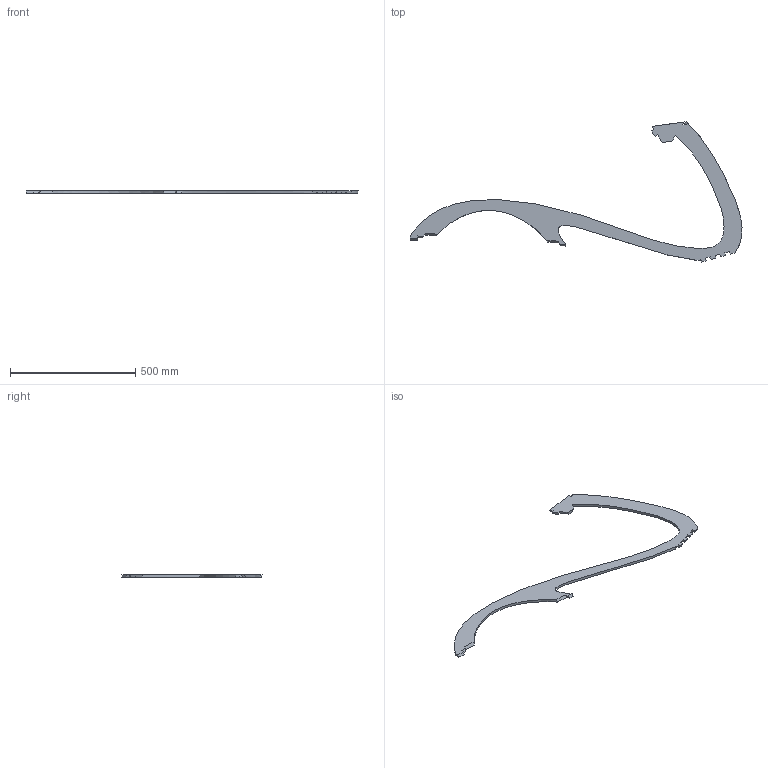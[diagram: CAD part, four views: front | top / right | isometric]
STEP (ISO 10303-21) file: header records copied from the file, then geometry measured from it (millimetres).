
FILE_DESCRIPTION (( 'STEP AP203' ), '1' );
FILE_NAME ('Left side.STEP', '2012-11-06T02:21:48', ( '' ), ( '' ), 'SwSTEP 2.0', 'SolidWorks 2011', '' );
FILE_SCHEMA (( 'CONFIG_CONTROL_DESIGN' ));
Length unit declared in the file: millimetre
Products named in the file (1): Left side
Bounding box: 1326.13 x 560.44 x 10 mm (x, y, z)
Volume: 1099257.7 mm3; surface area: 276099.5 mm2
Topology: 1 solids, 1 shells, 47 faces, 131 edges, 86 vertices
Faces by surface type: plane 40, bspline 5, cylinder 2
Entity records: 1626 total; most frequent: CARTESIAN_POINT 397, ORIENTED_EDGE 262, DIRECTION 201, EDGE_CURVE 131, VECTOR 109, LINE 109, VERTEX_POINT 86, EDGE_LOOP 47
